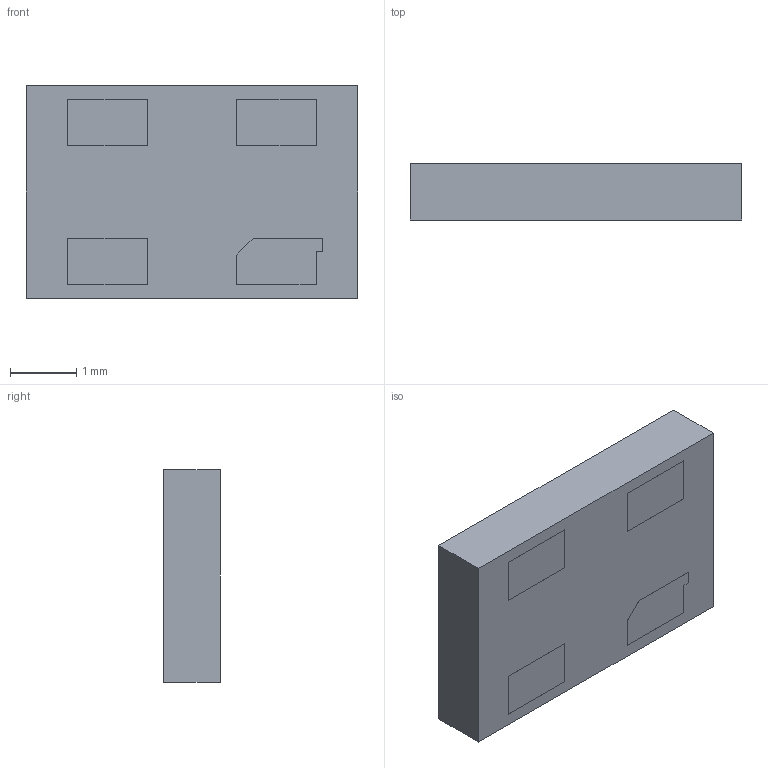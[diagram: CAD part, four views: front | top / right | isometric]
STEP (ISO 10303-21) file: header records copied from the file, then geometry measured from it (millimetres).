
FILE_DESCRIPTION (( 'STEP AP214' ), '1' );
FILE_NAME ('ASFLMB.STEP', '2013-08-26T06:03:14', ( '' ), ( '' ), 'SwSTEP 2.0', 'SolidWorks 2012', '' );
FILE_SCHEMA (( 'AUTOMOTIVE_DESIGN' ));
Length unit declared in the file: millimetre
Products named in the file (1): ASFLMB
Bounding box: 5 x 0.85 x 3.2 mm (x, y, z)
Volume: 13.6 mm3; surface area: 46 mm2
Topology: 1 solids, 1 shells, 113 faces, 294 edges, 196 vertices
Faces by surface type: plane 89, bspline 24
Entity records: 5801 total; most frequent: CARTESIAN_POINT 1908, ORIENTED_EDGE 588, DIRECTION 426, EDGE_CURVE 294, VECTOR 246, LINE 246, VERTEX_POINT 196, EDGE_LOOP 126
